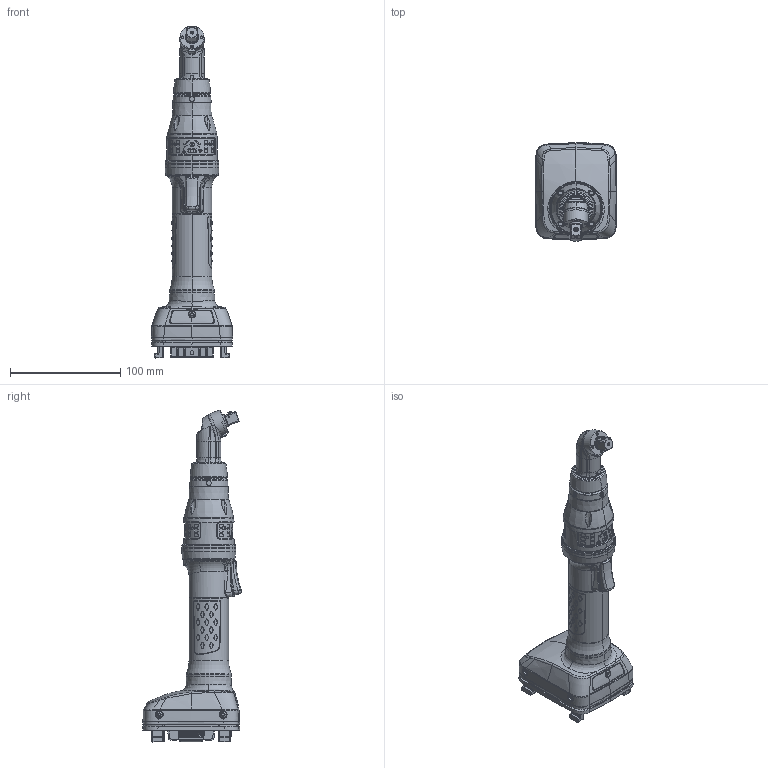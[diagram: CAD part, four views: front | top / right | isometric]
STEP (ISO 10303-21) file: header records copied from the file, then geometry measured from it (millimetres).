
FILE_DESCRIPTION((''),'2;1');
FILE_NAME('ASM0024_ASM','2022-03-28T23:03:28',('INEVDh'),(''),'CREO PARAMETRIC BY PTC INC, 2020281','CREO PARAMETRIC BY PTC INC, 2020281','');
FILE_SCHEMA(('CONFIG_CONTROL_DESIGN'));
Length unit declared in the file: inch
Products named in the file (3): MSBR-2_1_2_3_4_5_6_7_8_9_10__13; MSBR-1_1_2_3_4_5_6_7_8_9_10__13; ASM0024_ASM
Assembly tree (2 placements, depth 2):
  ASM0024_ASM
    MSBR-2_1_2_3_4_5_6_7_8_9_10__13
    MSBR-1_1_2_3_4_5_6_7_8_9_10__13
Bounding box: 73.98 x 89.95 x 301.81 mm (x, y, z)
Volume: 37 mm3; surface area: 65996.2 mm2
Topology: 9 solids, 11 shells, 2499 faces, 6392 edges, 4032 vertices
Faces by surface type: bspline 873, plane 695, cylinder 639, torus 152, cone 104, sphere 20, extrusion 12, revolution 4
Entity records: 127677 total; most frequent: CARTESIAN_POINT 72908, ORIENTED_EDGE 12780, DIRECTION 9228, EDGE_CURVE 6390, VERTEX_POINT 4032, AXIS2_PLACEMENT_3D 3449, EDGE_LOOP 2652, FACE_OUTER_BOUND 2505
